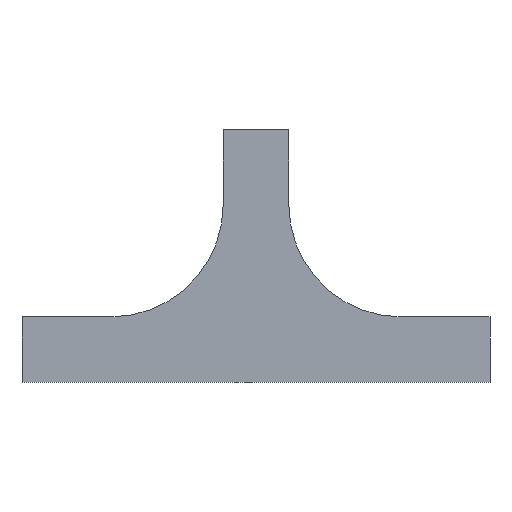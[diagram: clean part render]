
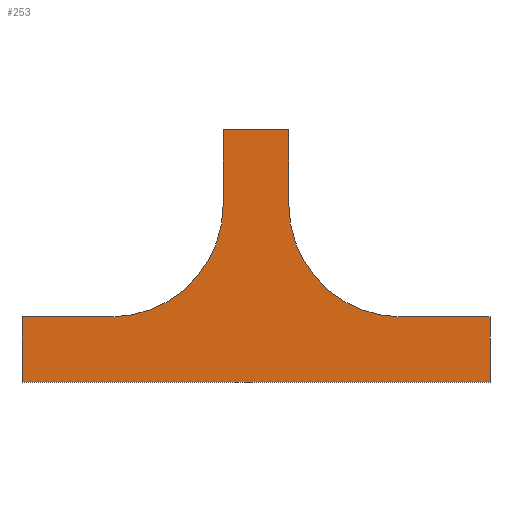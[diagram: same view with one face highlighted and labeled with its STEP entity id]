
A CAD part, front view. The second image highlights one B-rep face of the part: STEP entity #253.
In plain terms, the highlighted planar face has unit normal (0, -1, 0).
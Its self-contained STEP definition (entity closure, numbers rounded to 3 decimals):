
#26=PLANE('',#296);
#40=FACE_OUTER_BOUND('',#55,.T.);
#55=EDGE_LOOP('',(#227,#228,#229,#230,#231,#232,#233,#234,#235,#236));
#58=LINE('',#378,#85);
#63=LINE('',#393,#90);
#67=LINE('',#406,#94);
#72=LINE('',#415,#99);
#73=LINE('',#417,#100);
#77=LINE('',#424,#104);
#78=LINE('',#427,#105);
#81=LINE('',#432,#108);
#85=VECTOR('',#309,10.);
#90=VECTOR('',#322,10.);
#94=VECTOR('',#336,10.);
#99=VECTOR('',#343,10.);
#100=VECTOR('',#346,10.);
#104=VECTOR('',#352,10.);
#105=VECTOR('',#355,10.);
#108=VECTOR('',#360,10.);
#110=CIRCLE('',#278,6.);
#112=CIRCLE('',#282,6.);
#116=VERTEX_POINT('',#368);
#117=VERTEX_POINT('',#369);
#120=VERTEX_POINT('',#377);
#122=VERTEX_POINT('',#383);
#123=VERTEX_POINT('',#384);
#126=VERTEX_POINT('',#392);
#130=VERTEX_POINT('',#405);
#133=VERTEX_POINT('',#413);
#135=VERTEX_POINT('',#422);
#136=VERTEX_POINT('',#426);
#138=EDGE_CURVE('',#116,#117,#110,.T.);
#142=EDGE_CURVE('',#117,#120,#58,.T.);
#145=EDGE_CURVE('',#122,#123,#112,.T.);
#149=EDGE_CURVE('',#123,#126,#63,.T.);
#155=EDGE_CURVE('',#120,#130,#67,.T.);
#160=EDGE_CURVE('',#133,#116,#72,.T.);
#161=EDGE_CURVE('',#126,#133,#73,.T.);
#165=EDGE_CURVE('',#135,#122,#77,.T.);
#166=EDGE_CURVE('',#136,#135,#78,.T.);
#169=EDGE_CURVE('',#130,#136,#81,.T.);
#227=ORIENTED_EDGE('',*,*,#169,.F.);
#228=ORIENTED_EDGE('',*,*,#155,.F.);
#229=ORIENTED_EDGE('',*,*,#142,.F.);
#230=ORIENTED_EDGE('',*,*,#138,.F.);
#231=ORIENTED_EDGE('',*,*,#160,.F.);
#232=ORIENTED_EDGE('',*,*,#161,.F.);
#233=ORIENTED_EDGE('',*,*,#149,.F.);
#234=ORIENTED_EDGE('',*,*,#145,.F.);
#235=ORIENTED_EDGE('',*,*,#165,.F.);
#236=ORIENTED_EDGE('',*,*,#166,.F.);
#253=ADVANCED_FACE('',(#40),#26,.F.);
#278=AXIS2_PLACEMENT_3D('',#370,#301,#302);
#282=AXIS2_PLACEMENT_3D('',#385,#314,#315);
#296=AXIS2_PLACEMENT_3D('',#435,#364,#365);
#301=DIRECTION('center_axis',(0.,-1.,0.));
#302=DIRECTION('ref_axis',(-0.707,0.,-0.707));
#309=DIRECTION('',(1.,0.,0.));
#314=DIRECTION('center_axis',(0.,-1.,0.));
#315=DIRECTION('ref_axis',(0.707,0.,-0.707));
#322=DIRECTION('',(0.,0.,1.));
#336=DIRECTION('',(0.,0.,-1.));
#343=DIRECTION('',(0.,0.,-1.));
#346=DIRECTION('',(1.,0.,0.));
#352=DIRECTION('',(1.,0.,0.));
#355=DIRECTION('',(0.,0.,1.));
#360=DIRECTION('',(-1.,0.,0.));
#364=DIRECTION('center_axis',(0.,1.,0.));
#365=DIRECTION('ref_axis',(0.,0.,1.));
#368=CARTESIAN_POINT('',(1.75,0.,6.));
#369=CARTESIAN_POINT('',(7.75,0.,0.));
#370=CARTESIAN_POINT('Origin',(7.75,0.,6.));
#377=CARTESIAN_POINT('',(12.5,0.,0.));
#378=CARTESIAN_POINT('',(-12.5,0.,0.));
#383=CARTESIAN_POINT('',(-7.75,0.,0.));
#384=CARTESIAN_POINT('',(-1.75,0.,6.));
#385=CARTESIAN_POINT('Origin',(-7.75,0.,6.));
#392=CARTESIAN_POINT('',(-1.75,0.,10.));
#393=CARTESIAN_POINT('',(-1.75,0.,0.));
#405=CARTESIAN_POINT('',(12.5,0.,-3.5));
#406=CARTESIAN_POINT('',(12.5,0.,0.));
#413=CARTESIAN_POINT('',(1.75,0.,10.));
#415=CARTESIAN_POINT('',(1.75,0.,10.));
#417=CARTESIAN_POINT('',(-1.75,0.,10.));
#422=CARTESIAN_POINT('',(-12.5,0.,0.));
#424=CARTESIAN_POINT('',(-12.5,0.,0.));
#426=CARTESIAN_POINT('',(-12.5,0.,-3.5));
#427=CARTESIAN_POINT('',(-12.5,0.,-3.5));
#432=CARTESIAN_POINT('',(12.5,0.,-3.5));
#435=CARTESIAN_POINT('Origin',(0.,0.,3.25));
